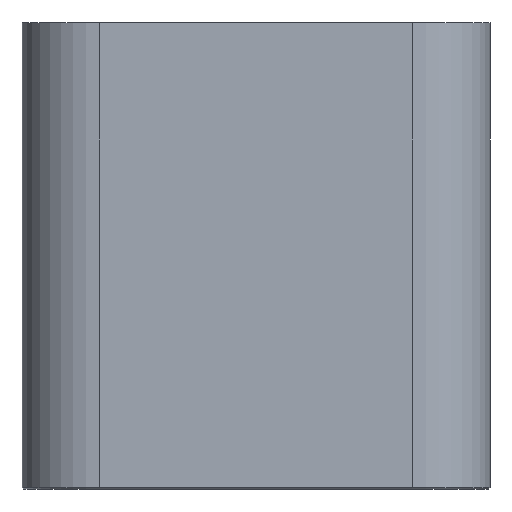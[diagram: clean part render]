
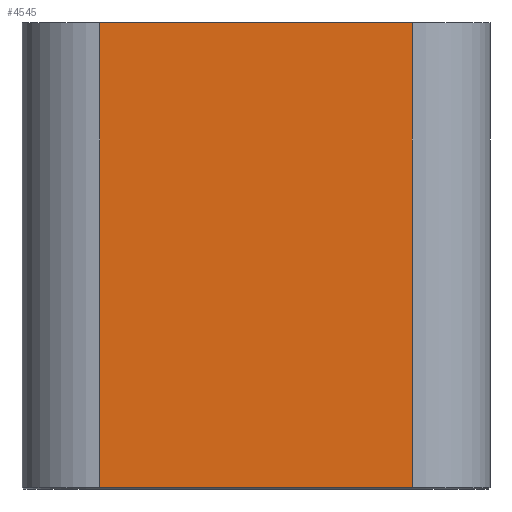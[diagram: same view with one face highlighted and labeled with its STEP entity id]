
A CAD part, left-side view. The second image highlights one B-rep face of the part: STEP entity #4545.
In plain terms, the highlighted planar face has unit normal (-1, 0, 0).
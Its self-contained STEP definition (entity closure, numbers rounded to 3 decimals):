
#20 = ORIENTED_EDGE ( 'NONE', *, *, #2652, .T. ) ;
#411 = CARTESIAN_POINT ( 'NONE',  ( -15.05, 15.05, 30. ) ) ;
#621 = VERTEX_POINT ( 'NONE', #5286 ) ;
#647 = CARTESIAN_POINT ( 'NONE',  ( -15.05, -10.05, 30. ) ) ;
#874 = CARTESIAN_POINT ( 'NONE',  ( -15.05, 15.05, 30. ) ) ;
#1018 = CARTESIAN_POINT ( 'NONE',  ( -15.05, -10.05, 0.1 ) ) ;
#1243 = DIRECTION ( 'NONE',  ( 0., 0., 1. ) ) ;
#1441 = FACE_OUTER_BOUND ( 'NONE', #4825, .T. ) ;
#1647 = LINE ( 'NONE', #647, #1648 ) ;
#1648 = VECTOR ( 'NONE', #1243, 1000. ) ;
#1764 = CARTESIAN_POINT ( 'NONE',  ( -15.05, 10.05, 0.1 ) ) ;
#1834 = ORIENTED_EDGE ( 'NONE', *, *, #4591, .F. ) ;
#2156 = VERTEX_POINT ( 'NONE', #2984 ) ;
#2305 = LINE ( 'NONE', #3354, #6066 ) ;
#2489 = ORIENTED_EDGE ( 'NONE', *, *, #3633, .T. ) ;
#2652 = EDGE_CURVE ( 'NONE', #2156, #3158, #2305, .T. ) ;
#2798 = EDGE_CURVE ( 'NONE', #3158, #4866, #5906, .T. ) ;
#2984 = CARTESIAN_POINT ( 'NONE',  ( -15.05, 10.05, 30. ) ) ;
#3158 = VERTEX_POINT ( 'NONE', #1764 ) ;
#3354 = CARTESIAN_POINT ( 'NONE',  ( -15.05, 10.05, 30. ) ) ;
#3489 = PLANE ( 'NONE',  #4212 ) ;
#3564 = VECTOR ( 'NONE', #6586, 1000. ) ;
#3633 = EDGE_CURVE ( 'NONE', #4866, #621, #1647, .T. ) ;
#4212 = AXIS2_PLACEMENT_3D ( 'NONE', #411, #6523, #4507 ) ;
#4507 = DIRECTION ( 'NONE',  ( 0., 0., -1. ) ) ;
#4545 = ADVANCED_FACE ( 'NONE', ( #1441 ), #3489, .F. ) ;
#4575 = VECTOR ( 'NONE', #6308, 1000. ) ;
#4591 = EDGE_CURVE ( 'NONE', #2156, #621, #5039, .T. ) ;
#4825 = EDGE_LOOP ( 'NONE', ( #20, #5687, #2489, #1834 ) ) ;
#4866 = VERTEX_POINT ( 'NONE', #1018 ) ;
#5039 = LINE ( 'NONE', #874, #3564 ) ;
#5286 = CARTESIAN_POINT ( 'NONE',  ( -15.05, -10.05, 30. ) ) ;
#5302 = CARTESIAN_POINT ( 'NONE',  ( -15.05, 15.05, 0.1 ) ) ;
#5314 = DIRECTION ( 'NONE',  ( 0., 0., -1. ) ) ;
#5687 = ORIENTED_EDGE ( 'NONE', *, *, #2798, .T. ) ;
#5906 = LINE ( 'NONE', #5302, #4575 ) ;
#6066 = VECTOR ( 'NONE', #5314, 1000. ) ;
#6308 = DIRECTION ( 'NONE',  ( 0., -1., 0. ) ) ;
#6523 = DIRECTION ( 'NONE',  ( 1., 0., 0. ) ) ;
#6586 = DIRECTION ( 'NONE',  ( 0., -1., 0. ) ) ;
